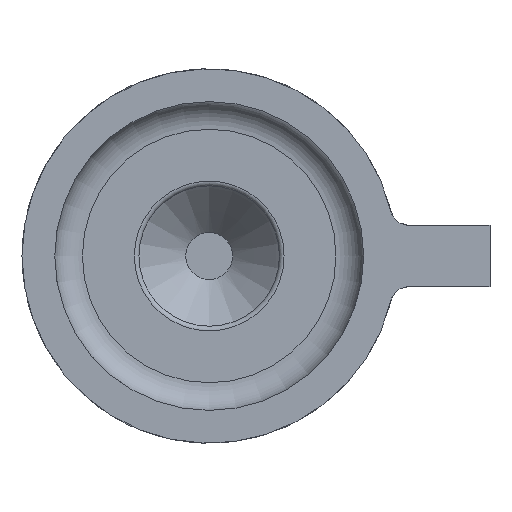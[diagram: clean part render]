
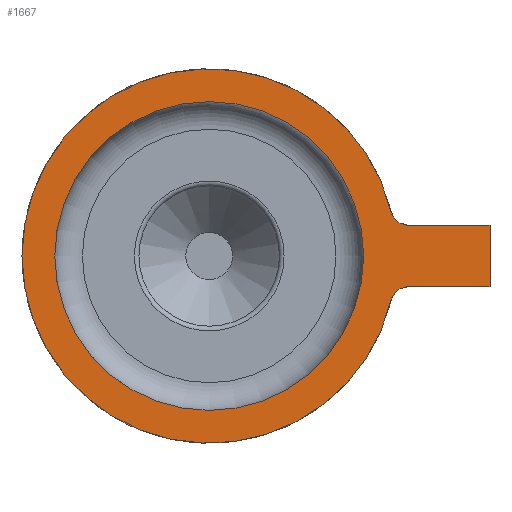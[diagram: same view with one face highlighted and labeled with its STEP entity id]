
A CAD part, front view. The second image highlights one B-rep face of the part: STEP entity #1667.
In plain terms, the highlighted planar face has unit normal (0, -1, 0).
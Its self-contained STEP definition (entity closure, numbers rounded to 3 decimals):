
#67=FACE_BOUND('',#353,.T.);
#88=PLANE('',#1835);
#247=FACE_OUTER_BOUND('',#352,.T.);
#352=EDGE_LOOP('',(#1302,#1303,#1304,#1305,#1306,#1307));
#353=EDGE_LOOP('',(#1308));
#422=LINE('',#2509,#478);
#424=LINE('',#2516,#480);
#427=LINE('',#2570,#483);
#478=VECTOR('',#1970,10.);
#480=VECTOR('',#1978,10.);
#483=VECTOR('',#1999,10.);
#529=CIRCLE('',#1752,2.);
#531=CIRCLE('',#1755,2.);
#533=CIRCLE('',#1761,20.);
#561=CIRCLE('',#1815,16.5);
#629=VERTEX_POINT('',#2407);
#630=VERTEX_POINT('',#2409);
#635=VERTEX_POINT('',#2499);
#636=VERTEX_POINT('',#2500);
#638=VERTEX_POINT('',#2507);
#640=VERTEX_POINT('',#2515);
#700=VERTEX_POINT('',#2971);
#802=EDGE_CURVE('',#629,#630,#529,.T.);
#809=EDGE_CURVE('',#635,#636,#531,.T.);
#814=EDGE_CURVE('',#635,#638,#422,.T.);
#817=EDGE_CURVE('',#640,#630,#424,.T.);
#819=EDGE_CURVE('',#636,#629,#533,.T.);
#827=EDGE_CURVE('',#638,#640,#427,.T.);
#906=EDGE_CURVE('',#700,#700,#561,.T.);
#1302=ORIENTED_EDGE('',*,*,#814,.T.);
#1303=ORIENTED_EDGE('',*,*,#827,.T.);
#1304=ORIENTED_EDGE('',*,*,#817,.T.);
#1305=ORIENTED_EDGE('',*,*,#802,.F.);
#1306=ORIENTED_EDGE('',*,*,#819,.F.);
#1307=ORIENTED_EDGE('',*,*,#809,.F.);
#1308=ORIENTED_EDGE('',*,*,#906,.T.);
#1667=ADVANCED_FACE('',(#247,#67),#88,.T.);
#1752=AXIS2_PLACEMENT_3D('',#2410,#1955,#1956);
#1755=AXIS2_PLACEMENT_3D('',#2501,#1962,#1963);
#1761=AXIS2_PLACEMENT_3D('',#2519,#1982,#1983);
#1815=AXIS2_PLACEMENT_3D('',#2973,#2103,#2104);
#1835=AXIS2_PLACEMENT_3D('',#3019,#2147,#2148);
#1955=DIRECTION('center_axis',(0.,-1.,0.));
#1956=DIRECTION('ref_axis',(-0.617,0.,-0.787));
#1962=DIRECTION('center_axis',(0.,-1.,0.));
#1963=DIRECTION('ref_axis',(-0.617,0.,0.787));
#1970=DIRECTION('',(1.,0.,0.));
#1978=DIRECTION('',(-1.,0.,0.));
#1982=DIRECTION('center_axis',(0.,1.,0.));
#1983=DIRECTION('ref_axis',(1.,0.,0.));
#1999=DIRECTION('',(0.,0.,1.));
#2103=DIRECTION('center_axis',(0.,1.,0.));
#2104=DIRECTION('ref_axis',(1.,0.,0.));
#2147=DIRECTION('center_axis',(0.,-1.,0.));
#2148=DIRECTION('ref_axis',(0.,0.,-1.));
#2407=CARTESIAN_POINT('',(19.417,-4.,4.793));
#2409=CARTESIAN_POINT('',(21.359,-4.,3.272));
#2410=CARTESIAN_POINT('Origin',(21.359,-4.,5.272));
#2499=CARTESIAN_POINT('',(21.359,-4.,-3.272));
#2500=CARTESIAN_POINT('',(19.417,-4.,-4.793));
#2501=CARTESIAN_POINT('Origin',(21.359,-4.,-5.272));
#2507=CARTESIAN_POINT('',(30.,-4.,-3.272));
#2509=CARTESIAN_POINT('',(19.731,-4.,-3.272));
#2515=CARTESIAN_POINT('',(30.,-4.,3.272));
#2516=CARTESIAN_POINT('',(30.,-4.,3.272));
#2519=CARTESIAN_POINT('Origin',(0.,-4.,0.));
#2570=CARTESIAN_POINT('',(30.,-4.,-3.272));
#2971=CARTESIAN_POINT('',(16.5,-4.,0.));
#2973=CARTESIAN_POINT('Origin',(0.,-4.,0.));
#3019=CARTESIAN_POINT('Origin',(-20.,-4.,0.));
